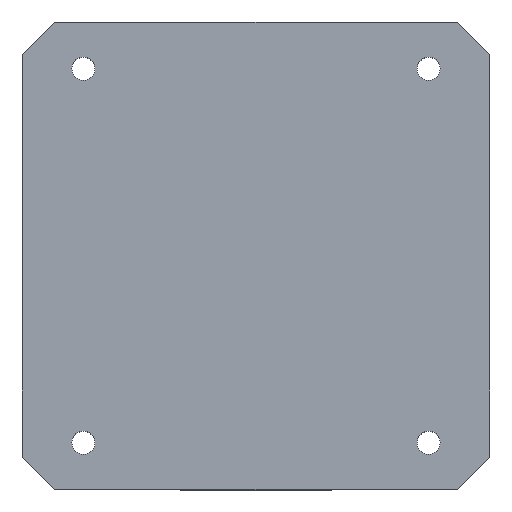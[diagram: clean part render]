
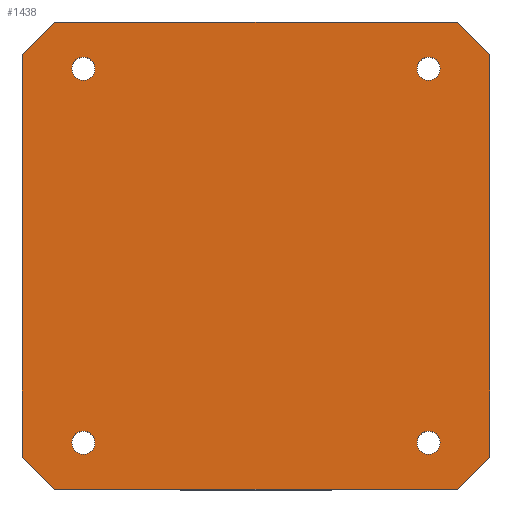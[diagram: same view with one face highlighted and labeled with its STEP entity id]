
A CAD part, top view. The second image highlights one B-rep face of the part: STEP entity #1438.
In plain terms, the highlighted planar face has unit normal (0, 0, 1).
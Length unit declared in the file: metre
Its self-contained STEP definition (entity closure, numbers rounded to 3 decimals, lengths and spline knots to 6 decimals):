
#32=CIRCLE('',#1528,0.0016);
#34=CIRCLE('',#1531,0.0016);
#36=CIRCLE('',#1534,0.0016);
#38=CIRCLE('',#1537,0.0016);
#184=ORIENTED_EDGE('',*,*,#474,.T.);
#185=ORIENTED_EDGE('',*,*,#472,.T.);
#186=ORIENTED_EDGE('',*,*,#470,.T.);
#187=ORIENTED_EDGE('',*,*,#468,.T.);
#188=ORIENTED_EDGE('',*,*,#531,.T.);
#189=ORIENTED_EDGE('',*,*,#572,.T.);
#190=ORIENTED_EDGE('',*,*,#568,.F.);
#191=ORIENTED_EDGE('',*,*,#573,.T.);
#192=ORIENTED_EDGE('',*,*,#496,.F.);
#193=ORIENTED_EDGE('',*,*,#574,.T.);
#194=ORIENTED_EDGE('',*,*,#566,.T.);
#195=ORIENTED_EDGE('',*,*,#575,.T.);
#468=EDGE_CURVE('',#668,#668,#32,.T.);
#470=EDGE_CURVE('',#670,#670,#34,.T.);
#472=EDGE_CURVE('',#672,#672,#36,.T.);
#474=EDGE_CURVE('',#674,#674,#38,.T.);
#496=EDGE_CURVE('',#688,#689,#812,.T.);
#531=EDGE_CURVE('',#721,#720,#847,.T.);
#566=EDGE_CURVE('',#755,#754,#882,.T.);
#568=EDGE_CURVE('',#756,#757,#884,.T.);
#572=EDGE_CURVE('',#720,#757,#888,.T.);
#573=EDGE_CURVE('',#756,#689,#889,.F.);
#574=EDGE_CURVE('',#688,#755,#890,.T.);
#575=EDGE_CURVE('',#754,#721,#891,.F.);
#668=VERTEX_POINT('',#2068);
#670=VERTEX_POINT('',#2073);
#672=VERTEX_POINT('',#2078);
#674=VERTEX_POINT('',#2083);
#688=VERTEX_POINT('',#2124);
#689=VERTEX_POINT('',#2125);
#720=VERTEX_POINT('',#2191);
#721=VERTEX_POINT('',#2193);
#754=VERTEX_POINT('',#2261);
#755=VERTEX_POINT('',#2263);
#756=VERTEX_POINT('',#2267);
#757=VERTEX_POINT('',#2268);
#812=LINE('',#2123,#984);
#847=LINE('',#2192,#1019);
#882=LINE('',#2262,#1054);
#884=LINE('',#2266,#1056);
#888=LINE('',#2275,#1060);
#889=LINE('',#2276,#1061);
#890=LINE('',#2277,#1062);
#891=LINE('',#2278,#1063);
#984=VECTOR('',#1717,1.);
#1019=VECTOR('',#1754,1.);
#1054=VECTOR('',#1791,1.);
#1056=VECTOR('',#1795,1.);
#1060=VECTOR('',#1801,1.);
#1061=VECTOR('',#1802,1.);
#1062=VECTOR('',#1803,1.);
#1063=VECTOR('',#1804,1.);
#1148=EDGE_LOOP('',(#184));
#1149=EDGE_LOOP('',(#185));
#1150=EDGE_LOOP('',(#186));
#1151=EDGE_LOOP('',(#187));
#1152=EDGE_LOOP('',(#188,#189,#190,#191,#192,#193,#194,#195));
#1260=FACE_BOUND('',#1148,.T.);
#1261=FACE_BOUND('',#1149,.T.);
#1262=FACE_BOUND('',#1150,.T.);
#1263=FACE_BOUND('',#1151,.T.);
#1264=FACE_BOUND('',#1152,.T.);
#1362=PLANE('',#1551);
#1438=ADVANCED_FACE('',(#1260,#1261,#1262,#1263,#1264),#1362,.T.);
#1528=AXIS2_PLACEMENT_3D('',#2067,#1661,#1662);
#1531=AXIS2_PLACEMENT_3D('',#2072,#1667,#1668);
#1534=AXIS2_PLACEMENT_3D('',#2077,#1673,#1674);
#1537=AXIS2_PLACEMENT_3D('',#2082,#1679,#1680);
#1551=AXIS2_PLACEMENT_3D('',#2274,#1799,#1800);
#1661=DIRECTION('',(0.,0.,-1.));
#1662=DIRECTION('',(-1.,0.,0.));
#1667=DIRECTION('',(0.,0.,-1.));
#1668=DIRECTION('',(-1.,0.,0.));
#1673=DIRECTION('',(0.,0.,-1.));
#1674=DIRECTION('',(-1.,0.,0.));
#1679=DIRECTION('',(0.,0.,-1.));
#1680=DIRECTION('',(-1.,0.,0.));
#1717=DIRECTION('',(-1.,0.,0.));
#1754=DIRECTION('',(-1.,0.,0.));
#1791=DIRECTION('',(0.,1.,0.));
#1795=DIRECTION('',(0.,1.,0.));
#1799=DIRECTION('',(0.,0.,1.));
#1800=DIRECTION('',(1.,0.,0.));
#1801=DIRECTION('',(-0.707,-0.707,0.));
#1802=DIRECTION('',(-0.707,0.707,0.));
#1803=DIRECTION('',(0.707,0.707,0.));
#1804=DIRECTION('',(0.707,-0.707,0.));
#2067=CARTESIAN_POINT('',(-0.024,0.026,0.01));
#2068=CARTESIAN_POINT('',(-0.0256,0.026,0.01));
#2072=CARTESIAN_POINT('',(0.024,-0.026,0.01));
#2073=CARTESIAN_POINT('',(0.0224,-0.026,0.01));
#2077=CARTESIAN_POINT('',(-0.024,-0.026,0.01));
#2078=CARTESIAN_POINT('',(-0.0256,-0.026,0.01));
#2082=CARTESIAN_POINT('',(0.024,0.026,0.01));
#2083=CARTESIAN_POINT('',(0.0224,0.026,0.01));
#2123=CARTESIAN_POINT('',(0.,-0.0325,0.01));
#2124=CARTESIAN_POINT('',(0.028,-0.0325,0.01));
#2125=CARTESIAN_POINT('',(-0.028,-0.0325,0.01));
#2191=CARTESIAN_POINT('',(-0.028,0.0325,0.01));
#2192=CARTESIAN_POINT('',(0.,0.0325,0.01));
#2193=CARTESIAN_POINT('',(0.028,0.0325,0.01));
#2261=CARTESIAN_POINT('',(0.0325,0.028,0.01));
#2262=CARTESIAN_POINT('',(0.0325,0.,0.01));
#2263=CARTESIAN_POINT('',(0.0325,-0.028,0.01));
#2266=CARTESIAN_POINT('',(-0.0325,0.,0.01));
#2267=CARTESIAN_POINT('',(-0.0325,-0.028,0.01));
#2268=CARTESIAN_POINT('',(-0.0325,0.028,0.01));
#2274=CARTESIAN_POINT('',(0.,0.,0.01));
#2275=CARTESIAN_POINT('',(-0.03025,0.03025,0.01));
#2276=CARTESIAN_POINT('',(-0.03025,-0.03025,0.01));
#2277=CARTESIAN_POINT('',(0.03025,-0.03025,0.01));
#2278=CARTESIAN_POINT('',(0.03025,0.03025,0.01));
